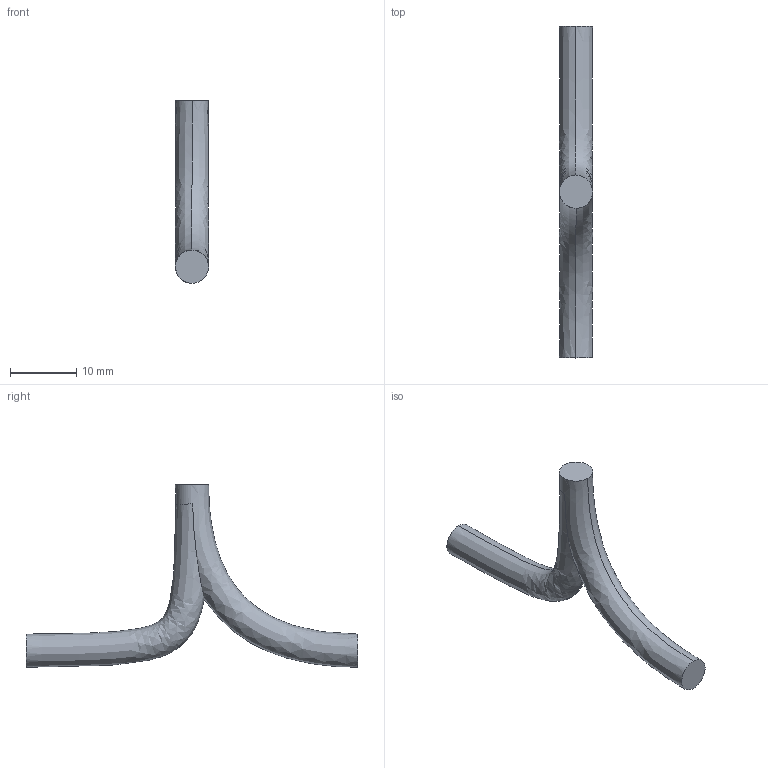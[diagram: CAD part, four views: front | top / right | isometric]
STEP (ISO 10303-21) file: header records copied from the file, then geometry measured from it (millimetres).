
FILE_DESCRIPTION(/* description */ (''),/* implementation_level */ '2;1');
FILE_NAME(/* name */ 'touch-component-pipe v2.step',/* time_stamp */ '2022-04-06T15:42:21+01:00',/* author */ (''),/* organization */ (''),/* preprocessor_version */ 'ST-DEVELOPER v18.1',/* originating_system */ 'Autodesk Translation Framework v10.13.0.1454',/* authorisation */ '');
FILE_SCHEMA (('AUTOMOTIVE_DESIGN { 1 0 10303 214 3 1 1 }'));
Length unit declared in the file: millimetre
Products named in the file (2): touch-component-pipe; touch-component v2
Assembly tree (1 placements, depth 2):
  touch-component-pipe
    touch-component v2
Bounding box: 5 x 50 x 27.5 mm (x, y, z)
Volume: 1457.5 mm3; surface area: 1187.7 mm2
Topology: 1 solids, 1 shells, 7 faces, 15 edges, 10 vertices
Faces by surface type: bspline 4, plane 3
Entity records: 1069 total; most frequent: CARTESIAN_POINT 897, ORIENTED_EDGE 30, B_SPLINE_CURVE_WITH_KNOTS 15, EDGE_CURVE 15, DIRECTION 12, VERTEX_POINT 10, FACE_OUTER_BOUND 7, EDGE_LOOP 7
